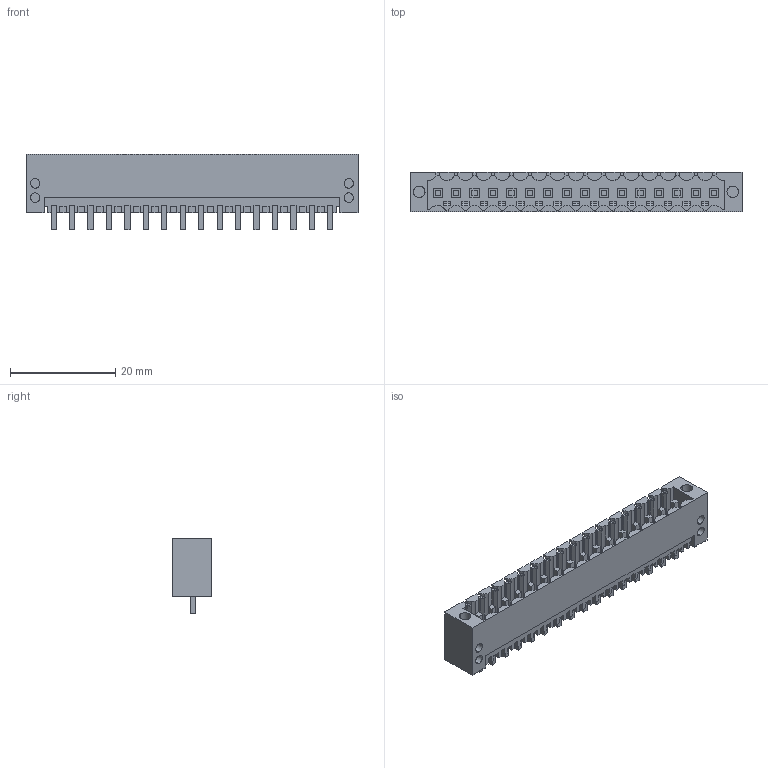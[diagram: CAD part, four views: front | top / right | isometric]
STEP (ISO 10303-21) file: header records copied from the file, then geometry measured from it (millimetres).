
FILE_DESCRIPTION(('CATIA V5 STEP Exchange','CAx-IF Rec.Pracs.--- Model Styling and Organization---1.2---2011-12-15'),'2;1');
FILE_NAME ('D1457306_0_1842910000_1842910000.stp','2018-03-14T17:34:12+00:00',('none'),('Weidmueller'),'CATIA Version 5-6 Release 2014','CATIA V5 STEP AP214','none');
FILE_SCHEMA(('AUTOMOTIVE_DESIGN { 1 0 10303 214 1 1 1 1 }'));
Length unit declared in the file: millimetre
Products named in the file (1): 1842910000
Bounding box: 63 x 7.45 x 14.25 mm (x, y, z)
Volume: 2220.6 mm3; surface area: 5739.1 mm2
Topology: 17 solids, 17 shells, 1270 faces, 3719 edges, 2528 vertices
Faces by surface type: plane 1136, cylinder 134
Entity records: 43604 total; most frequent: CARTESIAN_POINT 8995, ORIENTED_EDGE 7438, DIRECTION 5991, EDGE_CURVE 3719, VECTOR 3387, LINE 3387, VERTEX_POINT 2528, EDGE_LOOP 1347
